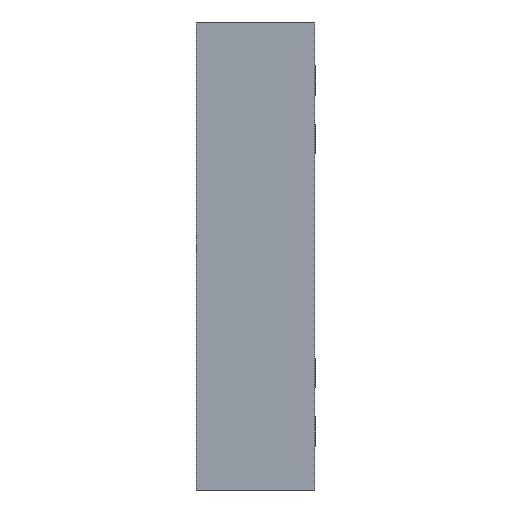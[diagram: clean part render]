
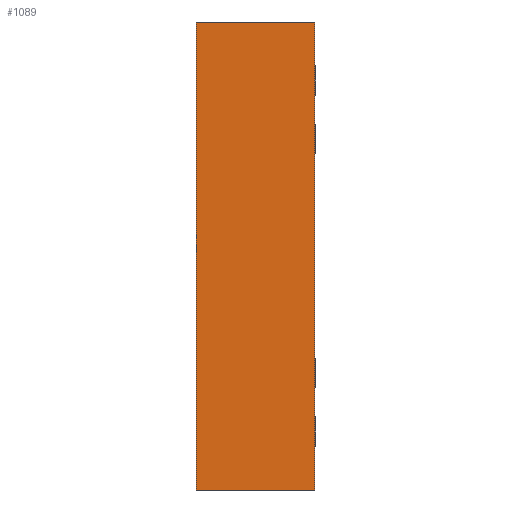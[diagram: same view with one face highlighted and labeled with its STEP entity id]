
A CAD part, left-side view. The second image highlights one B-rep face of the part: STEP entity #1089.
In plain terms, the highlighted planar face has unit normal (-1, 0, 0).
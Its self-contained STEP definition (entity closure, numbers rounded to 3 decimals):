
#599 = CARTESIAN_POINT ( 'NONE',  ( -8.75, 0., 8. ) ) ;
#891 = CARTESIAN_POINT ( 'NONE',  ( -8.75, 4.05, -8. ) ) ;
#892 = DIRECTION ( 'NONE',  ( 0., -1., 0. ) ) ;
#895 = CARTESIAN_POINT ( 'NONE',  ( -8.75, 4.05, 8. ) ) ;
#896 = DIRECTION ( 'NONE',  ( 0., -1., 0. ) ) ;
#897 = CARTESIAN_POINT ( 'NONE',  ( -8.75, 4.05, 8. ) ) ;
#898 = DIRECTION ( 'NONE',  ( 0., 0., 1. ) ) ;
#902 = CARTESIAN_POINT ( 'NONE',  ( -8.75, 4.05, -8. ) ) ;
#915 = CARTESIAN_POINT ( 'NONE',  ( -8.75, 4.05, 8. ) ) ;
#922 = CARTESIAN_POINT ( 'NONE',  ( -8.75, 0., -8. ) ) ;
#1011 = ORIENTED_EDGE ( 'NONE', *, *, #1254, .F. ) ;
#1027 = VERTEX_POINT ( 'NONE', #599 ) ;
#1089 = ADVANCED_FACE ( 'NONE', ( #1260 ), #1420, .F. ) ;
#1221 = EDGE_CURVE ( 'NONE', #1639, #1027, #1282, .T. ) ;
#1251 = EDGE_CURVE ( 'NONE', #1629, #1639, #1365, .T. ) ;
#1253 = EDGE_CURVE ( 'NONE', #1633, #1027, #1369, .T. ) ;
#1254 = EDGE_CURVE ( 'NONE', #1629, #1633, #1371, .T. ) ;
#1260 = FACE_OUTER_BOUND ( 'NONE', #1569, .T. ) ;
#1282 = LINE ( 'NONE', #1492, #1309 ) ;
#1309 = VECTOR ( 'NONE', #1497, 1000. ) ;
#1365 = LINE ( 'NONE', #891, #1368 ) ;
#1368 = VECTOR ( 'NONE', #892, 1000. ) ;
#1369 = LINE ( 'NONE', #895, #1372 ) ;
#1371 = LINE ( 'NONE', #897, #1374 ) ;
#1372 = VECTOR ( 'NONE', #896, 1000. ) ;
#1374 = VECTOR ( 'NONE', #898, 1000. ) ;
#1420 = PLANE ( 'NONE',  #1854 ) ;
#1421 = CARTESIAN_POINT ( 'NONE',  ( -8.75, 4.05, 8. ) ) ;
#1433 = DIRECTION ( 'NONE',  ( 1., 0., 0. ) ) ;
#1434 = DIRECTION ( 'NONE',  ( 0., 0., -1. ) ) ;
#1492 = CARTESIAN_POINT ( 'NONE',  ( -8.75, 0., 8. ) ) ;
#1497 = DIRECTION ( 'NONE',  ( 0., 0., 1. ) ) ;
#1569 = EDGE_LOOP ( 'NONE', ( #1623, #1624, #1011, #1580 ) ) ;
#1580 = ORIENTED_EDGE ( 'NONE', *, *, #1251, .T. ) ;
#1623 = ORIENTED_EDGE ( 'NONE', *, *, #1221, .T. ) ;
#1624 = ORIENTED_EDGE ( 'NONE', *, *, #1253, .F. ) ;
#1629 = VERTEX_POINT ( 'NONE', #902 ) ;
#1633 = VERTEX_POINT ( 'NONE', #915 ) ;
#1639 = VERTEX_POINT ( 'NONE', #922 ) ;
#1854 = AXIS2_PLACEMENT_3D ( 'NONE', #1421, #1433, #1434 ) ;
